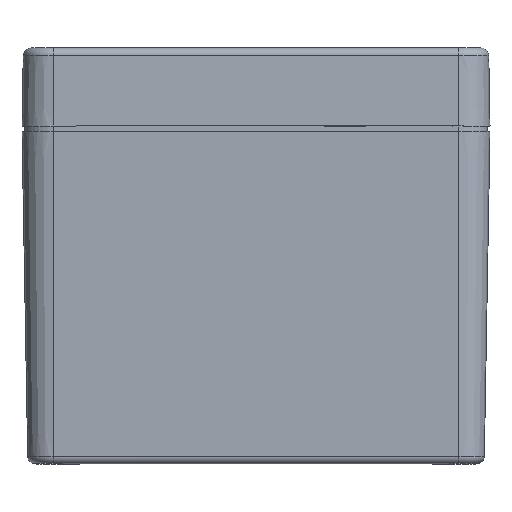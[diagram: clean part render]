
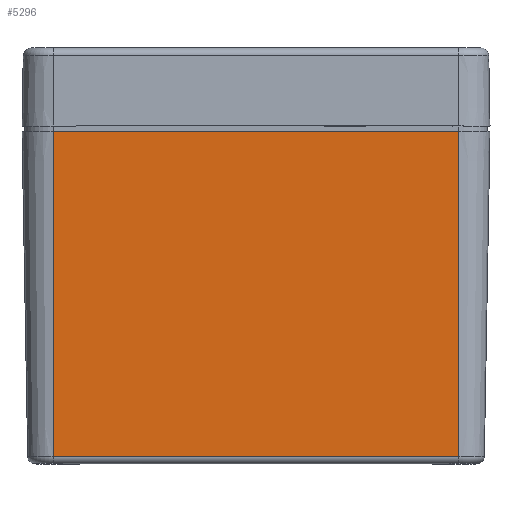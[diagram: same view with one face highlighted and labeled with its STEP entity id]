
A CAD part, front view. The second image highlights one B-rep face of the part: STEP entity #5296.
In plain terms, the highlighted planar face has unit normal (0, -1, -0.018).
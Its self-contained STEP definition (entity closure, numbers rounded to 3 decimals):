
#1118 = EDGE_CURVE ( 'NONE', #1119, #1196, #9649, .T. ) ;
#1119 = VERTEX_POINT ( 'NONE', #9645 ) ;
#1147 = VERTEX_POINT ( 'NONE', #9705 ) ;
#1153 = VERTEX_POINT ( 'NONE', #9694 ) ;
#1155 = EDGE_CURVE ( 'NONE', #1147, #1153, #9693, .T. ) ;
#1177 = EDGE_CURVE ( 'NONE', #1196, #1147, #9728, .T. ) ;
#1196 = VERTEX_POINT ( 'NONE', #9748 ) ;
#1554 = DIRECTION ( 'NONE',  ( -1., 0., 0. ) ) ;
#1555 = VECTOR ( 'NONE', #1554, 1000. ) ;
#1556 = CARTESIAN_POINT ( 'NONE',  ( -1196.886, 644.209, -64.263 ) ) ;
#1562 = LINE ( 'NONE', #1556, #1555 ) ;
#5296 = ADVANCED_FACE ( 'NONE', ( #13122 ), #13175, .T. ) ;
#5325 = EDGE_LOOP ( 'NONE', ( #5328, #5330, #5331, #5335 ) ) ;
#5328 = ORIENTED_EDGE ( 'NONE', *, *, #1177, .T. ) ;
#5330 = ORIENTED_EDGE ( 'NONE', *, *, #1155, .T. ) ;
#5331 = ORIENTED_EDGE ( 'NONE', *, *, #5333, .F. ) ;
#5333 = EDGE_CURVE ( 'NONE', #1119, #1153, #1562, .T. ) ;
#5335 = ORIENTED_EDGE ( 'NONE', *, *, #1118, .T. ) ;
#9645 = CARTESIAN_POINT ( 'NONE',  ( -1157.886, 644.209, -64.263 ) ) ;
#9646 = DIRECTION ( 'NONE',  ( 0., -0.017, 1. ) ) ;
#9647 = VECTOR ( 'NONE', #9646, 1000. ) ;
#9648 = CARTESIAN_POINT ( 'NONE',  ( -1157.886, 643.117, -1.737 ) ) ;
#9649 = LINE ( 'NONE', #9648, #9647 ) ;
#9690 = DIRECTION ( 'NONE',  ( 0., 0.017, -1. ) ) ;
#9691 = VECTOR ( 'NONE', #9690, 1000. ) ;
#9692 = CARTESIAN_POINT ( 'NONE',  ( -1235.886, 643.117, -1.737 ) ) ;
#9693 = LINE ( 'NONE', #9692, #9691 ) ;
#9694 = CARTESIAN_POINT ( 'NONE',  ( -1235.886, 644.209, -64.263 ) ) ;
#9705 = CARTESIAN_POINT ( 'NONE',  ( -1235.886, 643.117, -1.737 ) ) ;
#9725 = DIRECTION ( 'NONE',  ( -1., 0., 0. ) ) ;
#9726 = VECTOR ( 'NONE', #9725, 1000. ) ;
#9727 = CARTESIAN_POINT ( 'NONE',  ( -1196.886, 643.117, -1.737 ) ) ;
#9728 = LINE ( 'NONE', #9727, #9726 ) ;
#9748 = CARTESIAN_POINT ( 'NONE',  ( -1157.886, 643.117, -1.737 ) ) ;
#13122 = FACE_OUTER_BOUND ( 'NONE', #5325, .T. ) ;
#13171 = DIRECTION ( 'NONE',  ( 0., 0.017, -1. ) ) ;
#13172 = DIRECTION ( 'NONE',  ( 0., -1., -0.017 ) ) ;
#13173 = CARTESIAN_POINT ( 'NONE',  ( -1196.886, 643.117, -1.737 ) ) ;
#13174 = AXIS2_PLACEMENT_3D ( 'NONE', #13173, #13172, #13171 ) ;
#13175 = PLANE ( 'NONE',  #13174 ) ;
